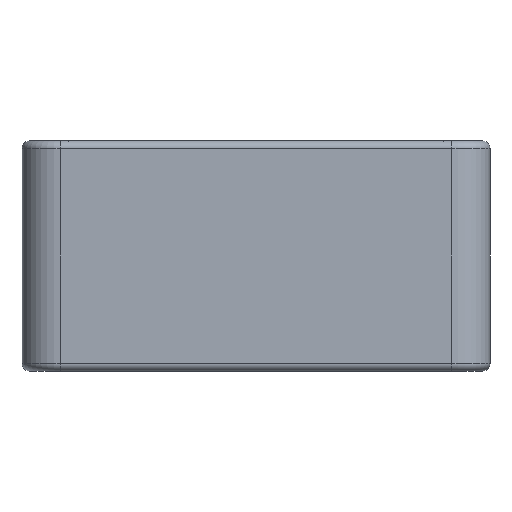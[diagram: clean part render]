
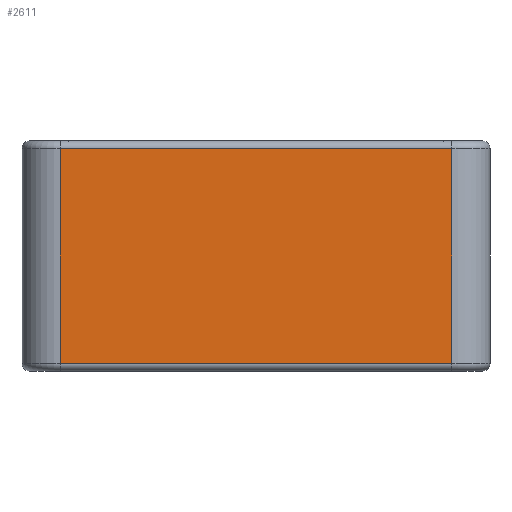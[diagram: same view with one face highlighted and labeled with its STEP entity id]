
A CAD part, left-side view. The second image highlights one B-rep face of the part: STEP entity #2611.
In plain terms, the highlighted planar face has unit normal (-1, 0, 0).
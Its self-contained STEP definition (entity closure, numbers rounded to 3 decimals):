
#146=PLANE('',#2848);
#227=FACE_OUTER_BOUND('',#416,.T.);
#416=EDGE_LOOP('',(#1923,#1924,#1925,#1926));
#648=LINE('',#4241,#815);
#655=LINE('',#4284,#822);
#656=LINE('',#4288,#823);
#657=LINE('',#4289,#824);
#815=VECTOR('',#3313,51.);
#822=VECTOR('',#3370,28.);
#823=VECTOR('',#3375,28.);
#824=VECTOR('',#3376,51.);
#1209=VERTEX_POINT('',#4238);
#1210=VERTEX_POINT('',#4240);
#1221=VERTEX_POINT('',#4283);
#1222=VERTEX_POINT('',#4287);
#1469=EDGE_CURVE('',#1209,#1210,#648,.T.);
#1492=EDGE_CURVE('',#1210,#1221,#655,.T.);
#1494=EDGE_CURVE('',#1222,#1209,#656,.T.);
#1495=EDGE_CURVE('',#1221,#1222,#657,.T.);
#1923=ORIENTED_EDGE('',*,*,#1469,.F.);
#1924=ORIENTED_EDGE('',*,*,#1494,.F.);
#1925=ORIENTED_EDGE('',*,*,#1495,.F.);
#1926=ORIENTED_EDGE('',*,*,#1492,.F.);
#2611=ADVANCED_FACE('',(#227),#146,.T.);
#2848=AXIS2_PLACEMENT_3D('',#4286,#3373,#3374);
#3313=DIRECTION('',(0.,-1.,0.));
#3370=DIRECTION('',(0.,0.,-1.));
#3373=DIRECTION('center_axis',(-1.,0.,0.));
#3374=DIRECTION('ref_axis',(0.,-1.,0.));
#3375=DIRECTION('',(0.,0.,1.));
#3376=DIRECTION('',(0.,1.,0.));
#4238=CARTESIAN_POINT('',(0.,56.,29.));
#4240=CARTESIAN_POINT('',(0.,5.,29.));
#4241=CARTESIAN_POINT('',(0.,45.75,29.));
#4283=CARTESIAN_POINT('',(0.,5.,1.));
#4284=CARTESIAN_POINT('',(0.,5.,0.));
#4286=CARTESIAN_POINT('Origin',(0.,61.,0.));
#4287=CARTESIAN_POINT('',(0.,56.,1.));
#4288=CARTESIAN_POINT('',(0.,56.,0.));
#4289=CARTESIAN_POINT('',(0.,45.75,1.));
